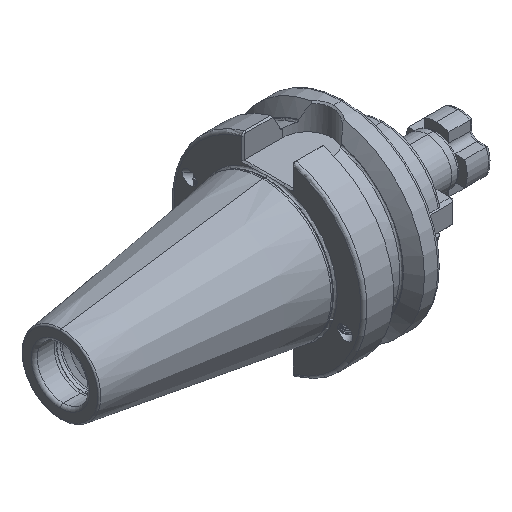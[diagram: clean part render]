
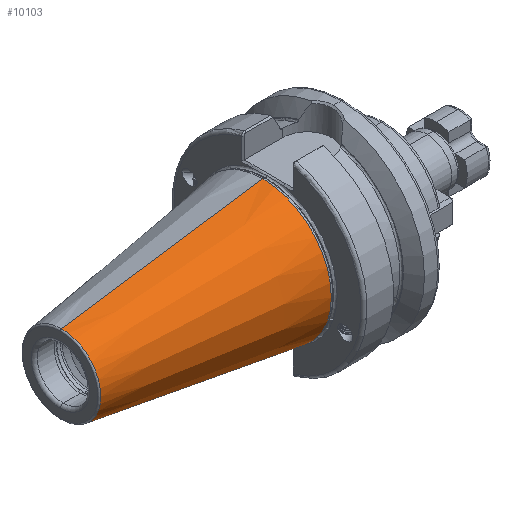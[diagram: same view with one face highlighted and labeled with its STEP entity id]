
A CAD part, isometric view. The second image highlights one B-rep face of the part: STEP entity #10103.
In plain terms, the highlighted conical face has half-angle 8.297 degrees and reference radius 22.298 mm.
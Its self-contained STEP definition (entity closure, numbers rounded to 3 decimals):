
#8 = DIRECTION ( 'NONE',  ( 0.99, 0., -0.144 ) ) ;
#24 = CARTESIAN_POINT ( 'NONE',  ( -1.5, 0., -22.298 ) ) ;
#3133 = DIRECTION ( 'NONE',  ( 1., 0., 0. ) ) ;
#3149 = DIRECTION ( 'NONE',  ( 0., 0., -1. ) ) ;
#3150 = CARTESIAN_POINT ( 'NONE',  ( -66.972, 0., 0. ) ) ;
#3576 = AXIS2_PLACEMENT_3D ( 'NONE', #3150, #3133, #3149 ) ;
#3581 = AXIS2_PLACEMENT_3D ( 'NONE', #10517, #10520, #10521 ) ;
#8382 = LINE ( 'NONE', #17439, #8401 ) ;
#8401 = VECTOR ( 'NONE', #17465, 1000. ) ;
#8436 = VECTOR ( 'NONE', #8, 1000. ) ;
#8449 = LINE ( 'NONE', #24, #8436 ) ;
#10103 = ADVANCED_FACE ( 'NONE', ( #22802 ), #22817, .T. ) ;
#10517 = CARTESIAN_POINT ( 'NONE',  ( -1.5, 0., 0. ) ) ;
#10520 = DIRECTION ( 'NONE',  ( 1., 0., 0. ) ) ;
#10521 = DIRECTION ( 'NONE',  ( 0., 0., -1. ) ) ;
#12980 = CARTESIAN_POINT ( 'NONE',  ( -66.972, 0., -12.75 ) ) ;
#13005 = CARTESIAN_POINT ( 'NONE',  ( -1.5, 0., 22.298 ) ) ;
#13050 = CARTESIAN_POINT ( 'NONE',  ( -1.5, 0., -22.298 ) ) ;
#13071 = CARTESIAN_POINT ( 'NONE',  ( -66.972, 0., 12.75 ) ) ;
#17439 = CARTESIAN_POINT ( 'NONE',  ( -1.5, 0., 22.298 ) ) ;
#17465 = DIRECTION ( 'NONE',  ( 0.99, 0., 0.144 ) ) ;
#19009 = EDGE_CURVE ( 'NONE', #21029, #21056, #8449, .T. ) ;
#19026 = EDGE_CURVE ( 'NONE', #21052, #21015, #8382, .T. ) ;
#19282 = EDGE_CURVE ( 'NONE', #21052, #21029, #31885, .T. ) ;
#19338 = EDGE_CURVE ( 'NONE', #21015, #21056, #31955, .T. ) ;
#21015 = VERTEX_POINT ( 'NONE', #13005 ) ;
#21029 = VERTEX_POINT ( 'NONE', #12980 ) ;
#21052 = VERTEX_POINT ( 'NONE', #13071 ) ;
#21056 = VERTEX_POINT ( 'NONE', #13050 ) ;
#21451 = ORIENTED_EDGE ( 'NONE', *, *, #19338, .F. ) ;
#21470 = ORIENTED_EDGE ( 'NONE', *, *, #19026, .F. ) ;
#21477 = ORIENTED_EDGE ( 'NONE', *, *, #19282, .T. ) ;
#21491 = ORIENTED_EDGE ( 'NONE', *, *, #19009, .T. ) ;
#21723 = EDGE_LOOP ( 'NONE', ( #21470, #21477, #21491, #21451 ) ) ;
#22802 = FACE_OUTER_BOUND ( 'NONE', #21723, .T. ) ;
#22817 = CONICAL_SURFACE ( 'NONE', #25276, 22.298, 0.145 ) ;
#25276 = AXIS2_PLACEMENT_3D ( 'NONE', #28987, #28989, #28991 ) ;
#28987 = CARTESIAN_POINT ( 'NONE',  ( -1.5, 0., 0. ) ) ;
#28989 = DIRECTION ( 'NONE',  ( 1., 0., 0. ) ) ;
#28991 = DIRECTION ( 'NONE',  ( 0., 0., -1. ) ) ;
#31885 = CIRCLE ( 'NONE', #3576, 12.75 ) ;
#31955 = CIRCLE ( 'NONE', #3581, 22.298 ) ;
